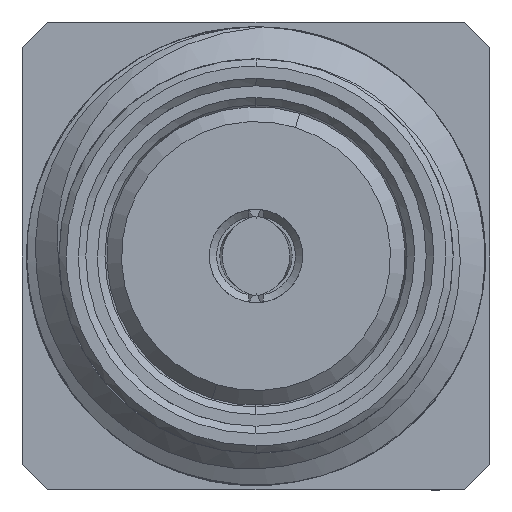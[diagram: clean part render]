
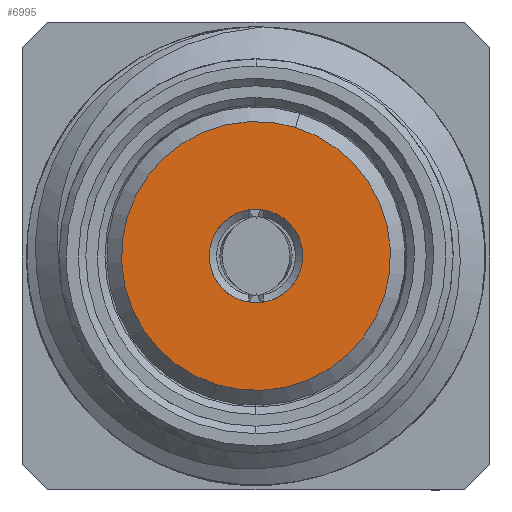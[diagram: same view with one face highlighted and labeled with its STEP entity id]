
A CAD part, left-side view. The second image highlights one B-rep face of the part: STEP entity #6995.
In plain terms, the highlighted planar face has unit normal (-1, 0, 0).
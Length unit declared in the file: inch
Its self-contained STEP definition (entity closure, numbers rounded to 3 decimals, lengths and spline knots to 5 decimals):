
#131 = AXIS2_PLACEMENT_3D ( 'NONE', #4213, #3586, #6092 ) ;
#156 = CIRCLE ( 'NONE', #4117, 0.025 ) ;
#157 = VERTEX_POINT ( 'NONE', #6403 ) ;
#559 = DIRECTION ( 'NONE',  ( 1., 0., 0. ) ) ;
#850 = VERTEX_POINT ( 'NONE', #2779 ) ;
#1333 = CARTESIAN_POINT ( 'NONE',  ( 0., 0., 0. ) ) ;
#1737 = VERTEX_POINT ( 'NONE', #5545 ) ;
#1780 = CARTESIAN_POINT ( 'NONE',  ( 0., 0., 0.07185 ) ) ;
#1886 = CARTESIAN_POINT ( 'NONE',  ( 0., -0.07224, -0.07224 ) ) ;
#2514 = FACE_OUTER_BOUND ( 'NONE', #4232, .T. ) ;
#2779 = CARTESIAN_POINT ( 'NONE',  ( 0., 0., 0.025 ) ) ;
#3007 = EDGE_CURVE ( 'NONE', #850, #157, #3458, .T. ) ;
#3156 = DIRECTION ( 'NONE',  ( 0., 0., -1. ) ) ;
#3458 = CIRCLE ( 'NONE', #8055, 0.025 ) ;
#3586 = DIRECTION ( 'NONE',  ( 1., 0., 0. ) ) ;
#3629 = VERTEX_POINT ( 'NONE', #1780 ) ;
#3670 = DIRECTION ( 'NONE',  ( 0., 0., 1. ) ) ;
#3704 = AXIS2_PLACEMENT_3D ( 'NONE', #1886, #6850, #3670 ) ;
#3796 = ORIENTED_EDGE ( 'NONE', *, *, #6036, .T. ) ;
#3817 = CIRCLE ( 'NONE', #131, 0.07185 ) ;
#4117 = AXIS2_PLACEMENT_3D ( 'NONE', #1333, #5011, #6285 ) ;
#4213 = CARTESIAN_POINT ( 'NONE',  ( 0., 0., 0. ) ) ;
#4232 = EDGE_LOOP ( 'NONE', ( #7036, #5998 ) ) ;
#5003 = AXIS2_PLACEMENT_3D ( 'NONE', #7507, #559, #7427 ) ;
#5011 = DIRECTION ( 'NONE',  ( 1., 0., 0. ) ) ;
#5044 = CARTESIAN_POINT ( 'NONE',  ( 0., 0., 0. ) ) ;
#5545 = CARTESIAN_POINT ( 'NONE',  ( 0., 0., -0.07185 ) ) ;
#5840 = EDGE_LOOP ( 'NONE', ( #3796, #6386 ) ) ;
#5998 = ORIENTED_EDGE ( 'NONE', *, *, #6969, .F. ) ;
#6036 = EDGE_CURVE ( 'NONE', #157, #850, #156, .T. ) ;
#6092 = DIRECTION ( 'NONE',  ( 0., 0., -1. ) ) ;
#6285 = DIRECTION ( 'NONE',  ( 0., 0., -1. ) ) ;
#6386 = ORIENTED_EDGE ( 'NONE', *, *, #3007, .T. ) ;
#6403 = CARTESIAN_POINT ( 'NONE',  ( 0., 0., -0.025 ) ) ;
#6850 = DIRECTION ( 'NONE',  ( -1., 0., 0. ) ) ;
#6892 = FACE_BOUND ( 'NONE', #5840, .T. ) ;
#6923 = EDGE_CURVE ( 'NONE', #1737, #3629, #3817, .T. ) ;
#6954 = DIRECTION ( 'NONE',  ( 1., 0., 0. ) ) ;
#6969 = EDGE_CURVE ( 'NONE', #3629, #1737, #8032, .T. ) ;
#6995 = ADVANCED_FACE ( 'NONE', ( #6892, #2514 ), #7551, .T. ) ;
#7036 = ORIENTED_EDGE ( 'NONE', *, *, #6923, .F. ) ;
#7427 = DIRECTION ( 'NONE',  ( 0., 0., -1. ) ) ;
#7507 = CARTESIAN_POINT ( 'NONE',  ( 0., 0., 0. ) ) ;
#7551 = PLANE ( 'NONE',  #3704 ) ;
#8032 = CIRCLE ( 'NONE', #5003, 0.07185 ) ;
#8055 = AXIS2_PLACEMENT_3D ( 'NONE', #5044, #6954, #3156 ) ;
